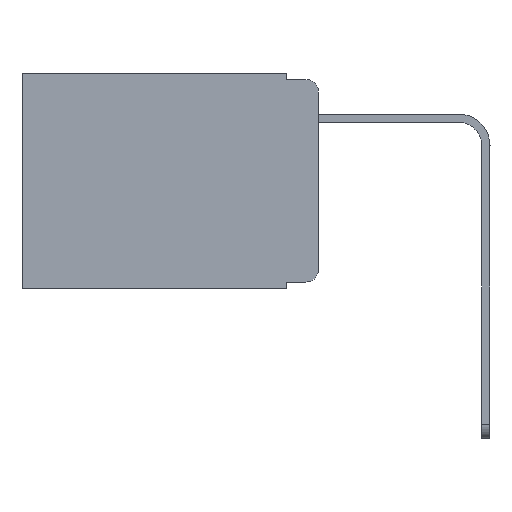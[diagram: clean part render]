
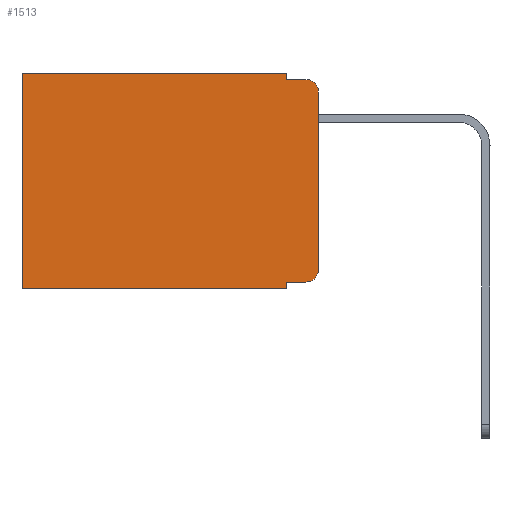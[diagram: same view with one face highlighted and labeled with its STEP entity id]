
A CAD part, left-side view. The second image highlights one B-rep face of the part: STEP entity #1513.
In plain terms, the highlighted planar face has unit normal (-1, 0, 0).
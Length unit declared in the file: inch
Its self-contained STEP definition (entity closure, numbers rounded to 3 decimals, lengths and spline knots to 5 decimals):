
#28 = DIRECTION ( 'NONE',  ( 0., 0., -1. ) ) ;
#100 = CARTESIAN_POINT ( 'NONE',  ( 0.298, 0.473, -0.343 ) ) ;
#526 = CARTESIAN_POINT ( 'NONE',  ( 0.298, 0.473, 0. ) ) ;
#1397 = VECTOR ( 'NONE', #8842, 39.37008 ) ;
#1513 = ADVANCED_FACE ( 'NONE', ( #24683 ), #16892, .F. ) ;
#1685 = VERTEX_POINT ( 'NONE', #4688 ) ;
#2157 = LINE ( 'NONE', #10383, #18009 ) ;
#2476 = ORIENTED_EDGE ( 'NONE', *, *, #12876, .T. ) ;
#3237 = EDGE_CURVE ( 'NONE', #5809, #20851, #9953, .T. ) ;
#3281 = VERTEX_POINT ( 'NONE', #6232 ) ;
#3314 = AXIS2_PLACEMENT_3D ( 'NONE', #13812, #4370, #17855 ) ;
#3367 = VECTOR ( 'NONE', #5987, 39.37008 ) ;
#3383 = CARTESIAN_POINT ( 'NONE',  ( 0.298, 0.051, -0.01 ) ) ;
#3692 = CARTESIAN_POINT ( 'NONE',  ( 0.298, 0.051, -0.343 ) ) ;
#4261 = DIRECTION ( 'NONE',  ( 0., 0., -1. ) ) ;
#4326 = EDGE_CURVE ( 'NONE', #1685, #10355, #14664, .T. ) ;
#4370 = DIRECTION ( 'NONE',  ( -1., 0., 0. ) ) ;
#4412 = DIRECTION ( 'NONE',  ( 0., -1., 0. ) ) ;
#4688 = CARTESIAN_POINT ( 'NONE',  ( 0.298, 0., -0.03 ) ) ;
#4705 = EDGE_CURVE ( 'NONE', #1685, #7649, #15812, .T. ) ;
#4803 = DIRECTION ( 'NONE',  ( 0., 0., -1. ) ) ;
#5720 = VECTOR ( 'NONE', #14995, 39.37008 ) ;
#5809 = VERTEX_POINT ( 'NONE', #3692 ) ;
#5818 = DIRECTION ( 'NONE',  ( 0., 0., -1. ) ) ;
#5965 = VERTEX_POINT ( 'NONE', #20266 ) ;
#5987 = DIRECTION ( 'NONE',  ( 0., 0., -1. ) ) ;
#6232 = CARTESIAN_POINT ( 'NONE',  ( 0.298, 0.051, -0.333 ) ) ;
#6255 = EDGE_CURVE ( 'NONE', #7021, #10107, #12513, .T. ) ;
#6405 = LINE ( 'NONE', #17377, #3367 ) ;
#7021 = VERTEX_POINT ( 'NONE', #10976 ) ;
#7649 = VERTEX_POINT ( 'NONE', #18221 ) ;
#7944 = EDGE_CURVE ( 'NONE', #10107, #20851, #6405, .T. ) ;
#8842 = DIRECTION ( 'NONE',  ( 0., 1., 0. ) ) ;
#8895 = ORIENTED_EDGE ( 'NONE', *, *, #3237, .F. ) ;
#9428 = CARTESIAN_POINT ( 'NONE',  ( 0.298, 0., 0. ) ) ;
#9729 = AXIS2_PLACEMENT_3D ( 'NONE', #9428, #17136, #5818 ) ;
#9744 = LINE ( 'NONE', #15654, #18648 ) ;
#9859 = LINE ( 'NONE', #14444, #16405 ) ;
#9953 = LINE ( 'NONE', #23012, #11165 ) ;
#10107 = VERTEX_POINT ( 'NONE', #526 ) ;
#10355 = VERTEX_POINT ( 'NONE', #11161 ) ;
#10383 = CARTESIAN_POINT ( 'NONE',  ( 0.298, 0.051, 0. ) ) ;
#10583 = DIRECTION ( 'NONE',  ( -1., 0., 0. ) ) ;
#10895 = EDGE_CURVE ( 'NONE', #7021, #5965, #9859, .T. ) ;
#10976 = CARTESIAN_POINT ( 'NONE',  ( 0.298, 0.051, 0. ) ) ;
#11161 = CARTESIAN_POINT ( 'NONE',  ( 0.298, 0.02, -0.01 ) ) ;
#11165 = VECTOR ( 'NONE', #17140, 39.37008 ) ;
#12505 = CARTESIAN_POINT ( 'NONE',  ( 0.298, 0.02, -0.313 ) ) ;
#12513 = LINE ( 'NONE', #14242, #1397 ) ;
#12876 = EDGE_CURVE ( 'NONE', #3281, #20028, #9744, .T. ) ;
#13164 = VECTOR ( 'NONE', #28, 39.37008 ) ;
#13282 = ORIENTED_EDGE ( 'NONE', *, *, #10895, .F. ) ;
#13812 = CARTESIAN_POINT ( 'NONE',  ( 0.298, 0.02, -0.03 ) ) ;
#14242 = CARTESIAN_POINT ( 'NONE',  ( 0.298, 0., 0. ) ) ;
#14420 = ORIENTED_EDGE ( 'NONE', *, *, #7944, .T. ) ;
#14444 = CARTESIAN_POINT ( 'NONE',  ( 0.298, 0.051, 0. ) ) ;
#14664 = CIRCLE ( 'NONE', #3314, 0.02 ) ;
#14995 = DIRECTION ( 'NONE',  ( 0., -1., 0. ) ) ;
#15654 = CARTESIAN_POINT ( 'NONE',  ( 0.298, 0.051, -0.333 ) ) ;
#15812 = LINE ( 'NONE', #20804, #13164 ) ;
#16340 = ORIENTED_EDGE ( 'NONE', *, *, #19189, .F. ) ;
#16405 = VECTOR ( 'NONE', #20212, 39.37008 ) ;
#16892 = PLANE ( 'NONE',  #9729 ) ;
#17136 = DIRECTION ( 'NONE',  ( 1., 0., 0. ) ) ;
#17140 = DIRECTION ( 'NONE',  ( 0., 1., 0. ) ) ;
#17147 = ORIENTED_EDGE ( 'NONE', *, *, #18716, .T. ) ;
#17341 = ORIENTED_EDGE ( 'NONE', *, *, #4705, .F. ) ;
#17377 = CARTESIAN_POINT ( 'NONE',  ( 0.298, 0.473, 0. ) ) ;
#17718 = EDGE_LOOP ( 'NONE', ( #17341, #21225, #20959, #13282, #20790, #14420, #8895, #16340, #2476, #17147 ) ) ;
#17855 = DIRECTION ( 'NONE',  ( 0., 0., -1. ) ) ;
#18009 = VECTOR ( 'NONE', #4261, 39.37008 ) ;
#18221 = CARTESIAN_POINT ( 'NONE',  ( 0.298, 0., -0.313 ) ) ;
#18644 = CARTESIAN_POINT ( 'NONE',  ( 0.298, 0.02, -0.333 ) ) ;
#18648 = VECTOR ( 'NONE', #4412, 39.37008 ) ;
#18716 = EDGE_CURVE ( 'NONE', #20028, #7649, #18956, .T. ) ;
#18956 = CIRCLE ( 'NONE', #20499, 0.02 ) ;
#19189 = EDGE_CURVE ( 'NONE', #3281, #5809, #2157, .T. ) ;
#20028 = VERTEX_POINT ( 'NONE', #18644 ) ;
#20212 = DIRECTION ( 'NONE',  ( 0., 0., -1. ) ) ;
#20266 = CARTESIAN_POINT ( 'NONE',  ( 0.298, 0.051, -0.01 ) ) ;
#20499 = AXIS2_PLACEMENT_3D ( 'NONE', #12505, #10583, #4803 ) ;
#20790 = ORIENTED_EDGE ( 'NONE', *, *, #6255, .T. ) ;
#20804 = CARTESIAN_POINT ( 'NONE',  ( 0.298, 0., 0. ) ) ;
#20851 = VERTEX_POINT ( 'NONE', #100 ) ;
#20959 = ORIENTED_EDGE ( 'NONE', *, *, #24397, .F. ) ;
#21225 = ORIENTED_EDGE ( 'NONE', *, *, #4326, .T. ) ;
#23012 = CARTESIAN_POINT ( 'NONE',  ( 0.298, 0., -0.343 ) ) ;
#23956 = LINE ( 'NONE', #3383, #5720 ) ;
#24397 = EDGE_CURVE ( 'NONE', #5965, #10355, #23956, .T. ) ;
#24683 = FACE_OUTER_BOUND ( 'NONE', #17718, .T. ) ;
